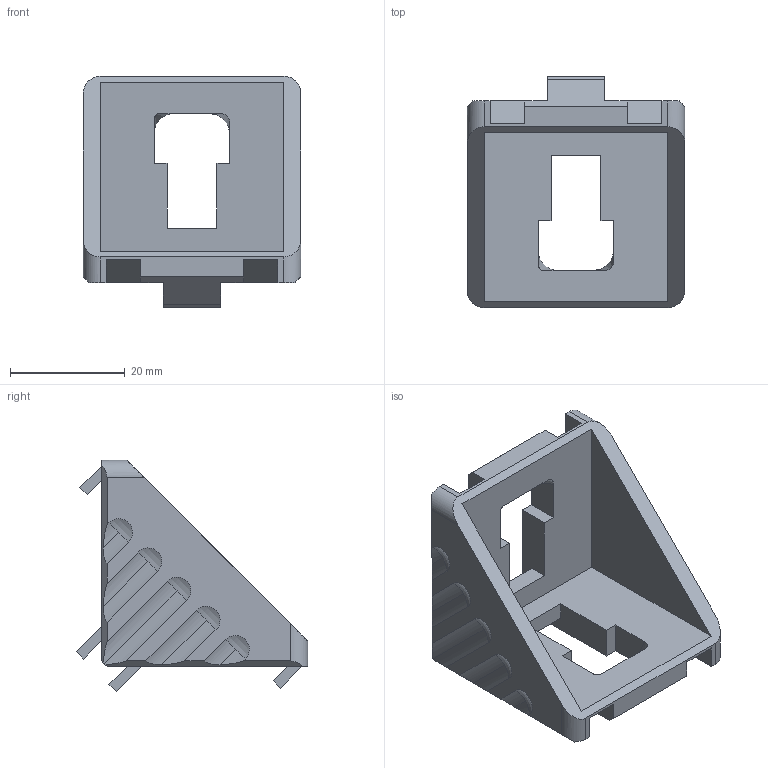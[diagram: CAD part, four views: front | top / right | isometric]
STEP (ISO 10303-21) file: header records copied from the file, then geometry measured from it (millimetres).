
FILE_DESCRIPTION(('STEP AP214'),'1');
FILE_NAME('cctmp_E9FDAC8E-DEA0-4B3B-8B92-E9DB9527EEEB_2020_1_13_11_48_47_715..stp','2020-01-13T10:48:47',('Bosch Rexroth AG'),('CADClick - www.CADClick.com'),'Spatial InterOp 3D',' ','unknown authorization - (Healing Option Enabled)');
FILE_SCHEMA(('AUTOMOTIVE_DESIGN'));
Length unit declared in the file: millimetre
Products named in the file (1): 2020_01_13__11-48-47-715
Bounding box: 38 x 40.36 x 40.36 mm (x, y, z)
Volume: 12344.1 mm3; surface area: 8488.8 mm2
Topology: 1 solids, 1 shells, 154 faces, 451 edges, 298 vertices
Faces by surface type: plane 116, cylinder 24, torus 10, cone 4
Entity records: 6709 total; most frequent: CARTESIAN_POINT 1314, ORIENTED_EDGE 902, DIRECTION 815, EDGE_CURVE 451, LINE 377, VECTOR 377, VERTEX_POINT 298, AXIS2_PLACEMENT_3D 219
